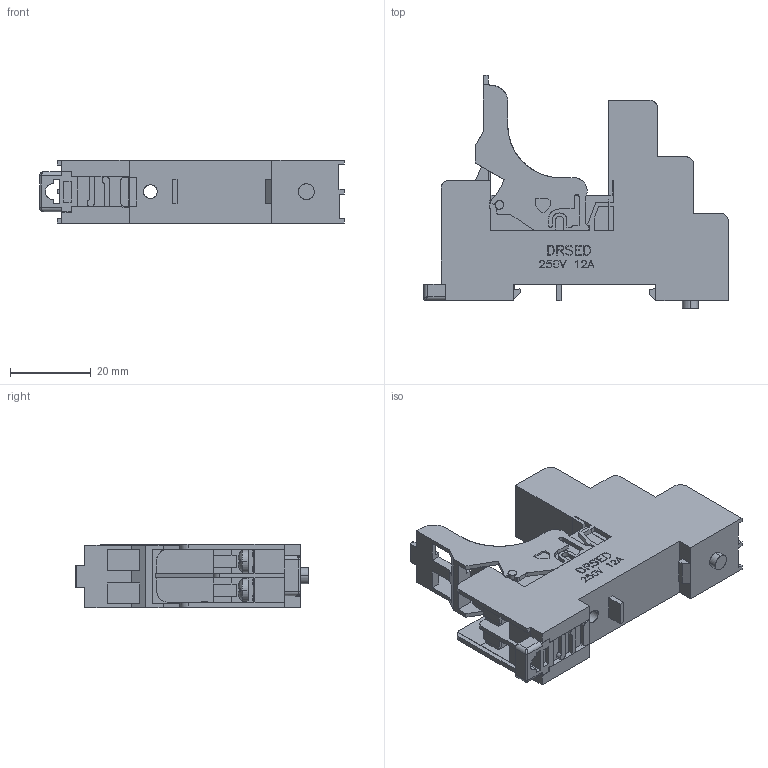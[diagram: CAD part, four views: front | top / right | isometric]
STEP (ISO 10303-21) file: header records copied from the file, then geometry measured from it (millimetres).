
FILE_DESCRIPTION (( 'STEP AP214' ), '1' );
FILE_NAME ('DRSED.STEP', '2011-07-23T21:10:14', ( 'LALo' ), ( 'Edi Foundation' ), 'SwSTEP 2.0', 'SolidWorks 2011', '' );
FILE_SCHEMA (( 'AUTOMOTIVE_DESIGN' ));
Length unit declared in the file: inch
Products named in the file (1): DRSED
Bounding box: 75.3 x 57.61 x 15.75 mm (x, y, z)
Surface area: 16087.8 mm2 (no closed solid volume)
Topology: 0 solids, 2369 shells, 2411 faces, 12766 edges, 12682 vertices
Faces by surface type: plane 1364, cylinder 620, bspline 382, cone 45
Entity records: 164800 total; most frequent: CARTESIAN_POINT 65051, DIRECTION 13581, ORIENTED_EDGE 12766, EDGE_CURVE 12724, VERTEX_POINT 12682, VECTOR 7075, LINE 7075, B_SPLINE_CURVE_WITH_KNOTS 4086
